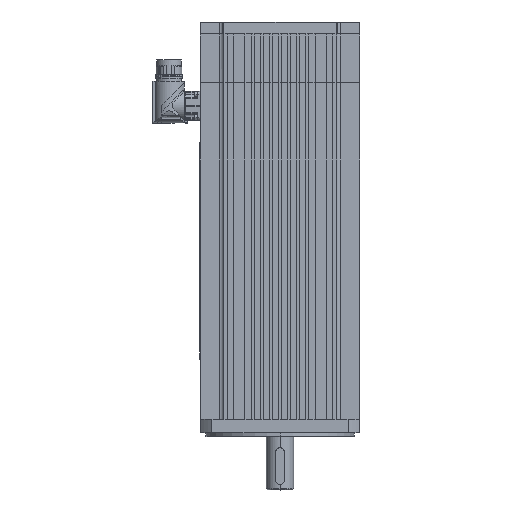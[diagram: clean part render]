
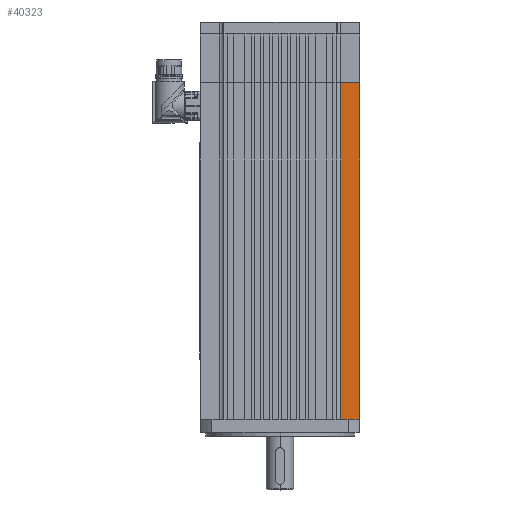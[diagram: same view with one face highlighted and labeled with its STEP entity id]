
A CAD part, left-side view. The second image highlights one B-rep face of the part: STEP entity #40323.
In plain terms, the highlighted face is planar.
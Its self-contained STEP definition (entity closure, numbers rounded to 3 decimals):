
#35141=CARTESIAN_POINT('',(-49.3,-53.3,295.0));
#35142=VERTEX_POINT('',#35141);
#35167=CARTESIAN_POINT('',(-49.3,-70.,295.0));
#35168=VERTEX_POINT('',#35167);
#35169=CARTESIAN_POINT('',(-49.3,-70.,295.0));
#35170=DIRECTION('',(0.0,1.0,0.0));
#35171=VECTOR('',#35170,16.7);
#35172=LINE('',#35169,#35171);
#35173=EDGE_CURVE('',#35168,#35142,#35172,.T.);
#36948=CARTESIAN_POINT('',(-49.3,-53.3,0.0));
#36949=VERTEX_POINT('',#36948);
#36950=CARTESIAN_POINT('',(-49.3,-70.,0.0));
#36951=VERTEX_POINT('',#36950);
#36952=CARTESIAN_POINT('',(-49.3,-53.3,0.0));
#36953=DIRECTION('',(0.0,-1.0,0.0));
#36954=VECTOR('',#36953,16.7);
#36955=LINE('',#36952,#36954);
#36956=EDGE_CURVE('',#36949,#36951,#36955,.T.);
#40296=CARTESIAN_POINT('',(-49.3,-70.,0.0));
#40297=DIRECTION('',(0.0,0.0,1.0));
#40298=VECTOR('',#40297,295.0);
#40299=LINE('',#40296,#40298);
#40300=EDGE_CURVE('',#36951,#35168,#40299,.T.);
#40307=CARTESIAN_POINT('',(-49.3,-70.,0.0));
#40308=DIRECTION('',(-1.0,0.0,0.0));
#40309=DIRECTION('',(0.0,0.0,1.0));
#40310=AXIS2_PLACEMENT_3D('',#40307,#40308,#40309);
#40311=PLANE('',#40310);
#40312=ORIENTED_EDGE('',*,*,#35173,.T.);
#40313=CARTESIAN_POINT('',(-49.3,-53.3,0.0));
#40314=DIRECTION('',(0.0,0.0,1.0));
#40315=VECTOR('',#40314,295.0);
#40316=LINE('',#40313,#40315);
#40317=EDGE_CURVE('',#36949,#35142,#40316,.T.);
#40318=ORIENTED_EDGE('',*,*,#40317,.F.);
#40319=ORIENTED_EDGE('',*,*,#36956,.T.);
#40320=ORIENTED_EDGE('',*,*,#40300,.T.);
#40321=EDGE_LOOP('',(#40312,#40318,#40319,#40320));
#40322=FACE_OUTER_BOUND('',#40321,.T.);
#40323=ADVANCED_FACE('',(#40322),#40311,.T.);
